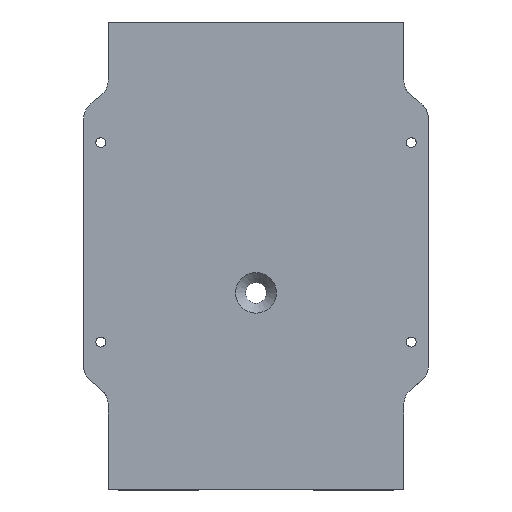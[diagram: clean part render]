
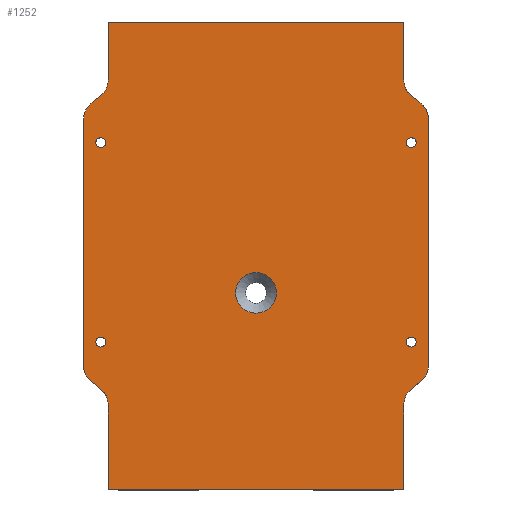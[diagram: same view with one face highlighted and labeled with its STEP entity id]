
A CAD part, top view. The second image highlights one B-rep face of the part: STEP entity #1252.
In plain terms, the highlighted planar face has unit normal (0, 0, 1).
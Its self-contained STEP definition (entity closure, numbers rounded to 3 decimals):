
#21=(
BOUNDED_CURVE()
B_SPLINE_CURVE(3,(#1949,#1950,#1951,#1952),.UNSPECIFIED.,.F.,.F.)
B_SPLINE_CURVE_WITH_KNOTS((4,4),(0.,1.),.UNSPECIFIED.)
CURVE()
GEOMETRIC_REPRESENTATION_ITEM()
RATIONAL_B_SPLINE_CURVE((1.,1.,1.,1.))
REPRESENTATION_ITEM('')
);
#23=(
BOUNDED_CURVE()
B_SPLINE_CURVE(3,(#1968,#1969,#1970,#1971),.UNSPECIFIED.,.F.,.F.)
B_SPLINE_CURVE_WITH_KNOTS((4,4),(0.,1.),.UNSPECIFIED.)
CURVE()
GEOMETRIC_REPRESENTATION_ITEM()
RATIONAL_B_SPLINE_CURVE((1.,1.,1.,1.))
REPRESENTATION_ITEM('')
);
#25=(
BOUNDED_CURVE()
B_SPLINE_CURVE(3,(#1999,#2000,#2001,#2002),.UNSPECIFIED.,.F.,.F.)
B_SPLINE_CURVE_WITH_KNOTS((4,4),(0.,1.),.UNSPECIFIED.)
CURVE()
GEOMETRIC_REPRESENTATION_ITEM()
RATIONAL_B_SPLINE_CURVE((1.,1.,1.,1.))
REPRESENTATION_ITEM('')
);
#26=(
BOUNDED_CURVE()
B_SPLINE_CURVE(3,(#2013,#2014,#2015,#2016),.UNSPECIFIED.,.F.,.F.)
B_SPLINE_CURVE_WITH_KNOTS((4,4),(0.,1.),.UNSPECIFIED.)
CURVE()
GEOMETRIC_REPRESENTATION_ITEM()
RATIONAL_B_SPLINE_CURVE((1.,1.,1.,1.))
REPRESENTATION_ITEM('')
);
#32=FACE_BOUND('',#226,.T.);
#33=FACE_BOUND('',#227,.T.);
#34=FACE_BOUND('',#228,.T.);
#35=FACE_BOUND('',#229,.T.);
#36=FACE_BOUND('',#230,.T.);
#87=PLANE('',#1339);
#158=FACE_OUTER_BOUND('',#225,.T.);
#225=EDGE_LOOP('',(#1130,#1131,#1132,#1133,#1134,#1135,#1136,#1137,#1138,
#1139,#1140,#1141));
#226=EDGE_LOOP('',(#1142));
#227=EDGE_LOOP('',(#1143));
#228=EDGE_LOOP('',(#1144));
#229=EDGE_LOOP('',(#1145));
#230=EDGE_LOOP('',(#1146));
#284=LINE('',#1797,#424);
#288=LINE('',#1805,#428);
#337=LINE('',#1920,#477);
#341=LINE('',#1928,#481);
#348=LINE('',#1979,#488);
#354=LINE('',#2019,#494);
#370=LINE('',#2063,#510);
#371=LINE('',#2064,#511);
#424=VECTOR('',#1453,10.);
#428=VECTOR('',#1461,10.);
#477=VECTOR('',#1558,10.);
#481=VECTOR('',#1566,10.);
#488=VECTOR('',#1583,10.);
#494=VECTOR('',#1601,10.);
#510=VECTOR('',#1645,10.);
#511=VECTOR('',#1646,10.);
#516=CIRCLE('',#1261,4.125);
#525=CIRCLE('',#1316,1.);
#526=CIRCLE('',#1318,1.);
#527=CIRCLE('',#1322,1.);
#528=CIRCLE('',#1324,1.);
#539=VERTEX_POINT('',#1671);
#581=VERTEX_POINT('',#1794);
#582=VERTEX_POINT('',#1796);
#583=VERTEX_POINT('',#1802);
#584=VERTEX_POINT('',#1804);
#625=VERTEX_POINT('',#1917);
#626=VERTEX_POINT('',#1919);
#627=VERTEX_POINT('',#1925);
#628=VERTEX_POINT('',#1927);
#630=VERTEX_POINT('',#1933);
#631=VERTEX_POINT('',#1937);
#632=VERTEX_POINT('',#1948);
#634=VERTEX_POINT('',#1967);
#636=VERTEX_POINT('',#1983);
#637=VERTEX_POINT('',#1987);
#638=VERTEX_POINT('',#1998);
#639=VERTEX_POINT('',#2012);
#658=EDGE_CURVE('',#539,#539,#516,.T.);
#717=EDGE_CURVE('',#581,#582,#284,.T.);
#721=EDGE_CURVE('',#583,#584,#288,.T.);
#778=EDGE_CURVE('',#626,#625,#337,.T.);
#782=EDGE_CURVE('',#628,#627,#341,.T.);
#786=EDGE_CURVE('',#630,#630,#525,.T.);
#788=EDGE_CURVE('',#631,#631,#526,.T.);
#789=EDGE_CURVE('',#632,#628,#21,.T.);
#792=EDGE_CURVE('',#634,#625,#23,.T.);
#795=EDGE_CURVE('',#632,#634,#348,.T.);
#798=EDGE_CURVE('',#636,#636,#527,.T.);
#800=EDGE_CURVE('',#637,#637,#528,.T.);
#801=EDGE_CURVE('',#638,#582,#25,.T.);
#803=EDGE_CURVE('',#639,#583,#26,.T.);
#805=EDGE_CURVE('',#639,#638,#354,.T.);
#827=EDGE_CURVE('',#581,#626,#370,.T.);
#828=EDGE_CURVE('',#584,#627,#371,.T.);
#1130=ORIENTED_EDGE('',*,*,#827,.T.);
#1131=ORIENTED_EDGE('',*,*,#778,.T.);
#1132=ORIENTED_EDGE('',*,*,#792,.F.);
#1133=ORIENTED_EDGE('',*,*,#795,.F.);
#1134=ORIENTED_EDGE('',*,*,#789,.T.);
#1135=ORIENTED_EDGE('',*,*,#782,.T.);
#1136=ORIENTED_EDGE('',*,*,#828,.F.);
#1137=ORIENTED_EDGE('',*,*,#721,.F.);
#1138=ORIENTED_EDGE('',*,*,#803,.F.);
#1139=ORIENTED_EDGE('',*,*,#805,.T.);
#1140=ORIENTED_EDGE('',*,*,#801,.T.);
#1141=ORIENTED_EDGE('',*,*,#717,.F.);
#1142=ORIENTED_EDGE('',*,*,#658,.T.);
#1143=ORIENTED_EDGE('',*,*,#786,.T.);
#1144=ORIENTED_EDGE('',*,*,#788,.T.);
#1145=ORIENTED_EDGE('',*,*,#798,.T.);
#1146=ORIENTED_EDGE('',*,*,#800,.T.);
#1252=ADVANCED_FACE('',(#158,#32,#33,#34,#35,#36),#87,.T.);
#1261=AXIS2_PLACEMENT_3D('',#1672,#1353,#1354);
#1316=AXIS2_PLACEMENT_3D('',#1935,#1572,#1573);
#1318=AXIS2_PLACEMENT_3D('',#1939,#1577,#1578);
#1322=AXIS2_PLACEMENT_3D('',#1985,#1590,#1591);
#1324=AXIS2_PLACEMENT_3D('',#1989,#1595,#1596);
#1339=AXIS2_PLACEMENT_3D('',#2062,#1643,#1644);
#1353=DIRECTION('center_axis',(0.,0.,-1.));
#1354=DIRECTION('ref_axis',(1.,0.,0.));
#1453=DIRECTION('',(0.,1.,0.));
#1461=DIRECTION('',(0.,1.,0.));
#1558=DIRECTION('',(0.,1.,0.));
#1566=DIRECTION('',(0.,1.,0.));
#1572=DIRECTION('center_axis',(0.,0.,-1.));
#1573=DIRECTION('ref_axis',(1.,0.,0.));
#1577=DIRECTION('center_axis',(0.,0.,-1.));
#1578=DIRECTION('ref_axis',(1.,0.,0.));
#1583=DIRECTION('',(0.,-1.,0.));
#1590=DIRECTION('center_axis',(0.,0.,-1.));
#1591=DIRECTION('ref_axis',(1.,0.,0.));
#1595=DIRECTION('center_axis',(0.,0.,-1.));
#1596=DIRECTION('ref_axis',(1.,0.,0.));
#1601=DIRECTION('',(0.,-1.,0.));
#1643=DIRECTION('center_axis',(0.,0.,1.));
#1644=DIRECTION('ref_axis',(1.,0.,0.));
#1645=DIRECTION('',(1.,0.,0.));
#1646=DIRECTION('',(1.,0.,0.));
#1671=CARTESIAN_POINT('',(-10.912,40.,-0.14));
#1672=CARTESIAN_POINT('Origin',(-6.787,40.,-0.14));
#1794=CARTESIAN_POINT('',(-36.787,0.,-0.14));
#1796=CARTESIAN_POINT('',(-36.787,17.25,-0.14));
#1797=CARTESIAN_POINT('',(-36.787,0.,-0.14));
#1802=CARTESIAN_POINT('',(-36.787,83.25,-0.14));
#1804=CARTESIAN_POINT('',(-36.787,95.,-0.14));
#1805=CARTESIAN_POINT('',(-36.787,0.,-0.14));
#1917=CARTESIAN_POINT('',(23.213,17.25,-0.14));
#1919=CARTESIAN_POINT('',(23.213,0.,-0.14));
#1920=CARTESIAN_POINT('',(23.213,0.,-0.14));
#1925=CARTESIAN_POINT('',(23.213,95.,-0.14));
#1927=CARTESIAN_POINT('',(23.213,83.25,-0.14));
#1928=CARTESIAN_POINT('',(23.213,0.,-0.14));
#1933=CARTESIAN_POINT('',(23.733,30.,-0.14));
#1935=CARTESIAN_POINT('Origin',(24.733,30.,-0.14));
#1937=CARTESIAN_POINT('',(23.733,70.5,-0.14));
#1939=CARTESIAN_POINT('Origin',(24.733,70.5,-0.14));
#1948=CARTESIAN_POINT('',(28.213,75.25,-0.14));
#1949=CARTESIAN_POINT('Ctrl Pts',(28.213,75.25,-0.14));
#1950=CARTESIAN_POINT('Ctrl Pts',(28.213,79.25,-0.14));
#1951=CARTESIAN_POINT('Ctrl Pts',(23.213,79.25,-0.14));
#1952=CARTESIAN_POINT('Ctrl Pts',(23.213,83.25,-0.14));
#1967=CARTESIAN_POINT('',(28.213,25.25,-0.14));
#1968=CARTESIAN_POINT('Ctrl Pts',(28.213,25.25,-0.14));
#1969=CARTESIAN_POINT('Ctrl Pts',(28.213,21.25,-0.14));
#1970=CARTESIAN_POINT('Ctrl Pts',(23.213,21.25,-0.14));
#1971=CARTESIAN_POINT('Ctrl Pts',(23.213,17.25,-0.14));
#1979=CARTESIAN_POINT('',(28.213,75.25,-0.14));
#1983=CARTESIAN_POINT('',(-39.307,30.,-0.14));
#1985=CARTESIAN_POINT('Origin',(-38.307,30.,-0.14));
#1987=CARTESIAN_POINT('',(-39.307,70.5,-0.14));
#1989=CARTESIAN_POINT('Origin',(-38.307,70.5,-0.14));
#1998=CARTESIAN_POINT('',(-41.787,25.25,-0.14));
#1999=CARTESIAN_POINT('Ctrl Pts',(-41.787,25.25,-0.14));
#2000=CARTESIAN_POINT('Ctrl Pts',(-41.787,21.25,-0.14));
#2001=CARTESIAN_POINT('Ctrl Pts',(-36.787,21.25,-0.14));
#2002=CARTESIAN_POINT('Ctrl Pts',(-36.787,17.25,-0.14));
#2012=CARTESIAN_POINT('',(-41.787,75.25,-0.14));
#2013=CARTESIAN_POINT('Ctrl Pts',(-41.787,75.25,-0.14));
#2014=CARTESIAN_POINT('Ctrl Pts',(-41.787,79.25,-0.14));
#2015=CARTESIAN_POINT('Ctrl Pts',(-36.787,79.25,-0.14));
#2016=CARTESIAN_POINT('Ctrl Pts',(-36.787,83.25,-0.14));
#2019=CARTESIAN_POINT('',(-41.787,75.25,-0.14));
#2062=CARTESIAN_POINT('Origin',(-36.787,0.,-0.14));
#2063=CARTESIAN_POINT('',(-36.787,0.,-0.14));
#2064=CARTESIAN_POINT('',(-36.787,95.,-0.14));
